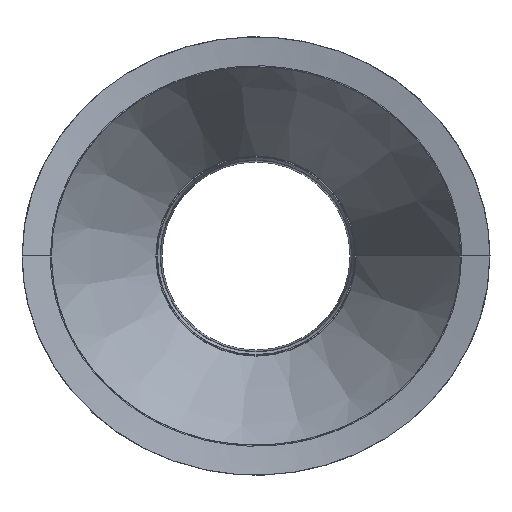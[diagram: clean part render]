
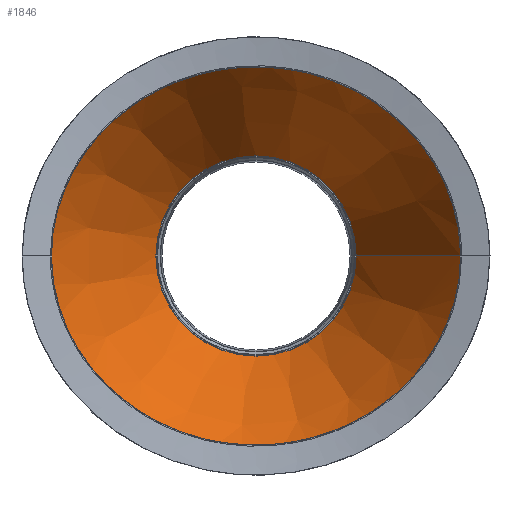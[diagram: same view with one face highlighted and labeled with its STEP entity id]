
A CAD part, front view. The second image highlights one B-rep face of the part: STEP entity #1846.
In plain terms, the highlighted conical face has half-angle 30 degrees and reference radius 49.659 mm.
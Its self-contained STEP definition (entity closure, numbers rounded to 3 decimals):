
#122=CARTESIAN_POINT('',(101.471,386.218,0.0));
#123=VERTEX_POINT('',#122);
#303=CARTESIAN_POINT('',(-101.471,386.218,0.0));
#304=VERTEX_POINT('',#303);
#305=CARTESIAN_POINT('',(-101.471,386.218,0.));
#306=CARTESIAN_POINT('',(-101.471,386.218,-10.922));
#307=CARTESIAN_POINT('',(-99.391,386.788,-21.658));
#308=CARTESIAN_POINT('',(-91.44,388.773,-41.904));
#309=CARTESIAN_POINT('',(-85.66,390.154,-51.179));
#310=CARTESIAN_POINT('',(-70.138,393.309,-68.704));
#311=CARTESIAN_POINT('',(-60.011,395.078,-76.434));
#312=CARTESIAN_POINT('',(-37.166,397.929,-88.073));
#313=CARTESIAN_POINT('',(-24.535,398.964,-91.795));
#314=CARTESIAN_POINT('',(-1.641,399.634,-94.236));
#315=CARTESIAN_POINT('',(8.34,399.547,-93.929));
#316=CARTESIAN_POINT('',(31.829,398.464,-89.952));
#317=CARTESIAN_POINT('',(44.925,397.12,-85.026));
#318=CARTESIAN_POINT('',(67.754,393.803,-70.766));
#319=CARTESIAN_POINT('',(77.471,391.894,-61.733));
#320=CARTESIAN_POINT('',(91.189,388.862,-42.277));
#321=CARTESIAN_POINT('',(95.825,387.688,-32.528));
#322=CARTESIAN_POINT('',(100.494,386.482,-14.906));
#323=CARTESIAN_POINT('',(101.471,386.218,-7.484));
#324=CARTESIAN_POINT('',(101.471,386.218,0.));
#325=B_SPLINE_CURVE_WITH_KNOTS('',3,(#305,#306,#307,#308,#309,#310,#311,#312,#313,#314,#315,#316,#317,#318,#319,#320,#321,#322,#323,#324),.UNSPECIFIED.,.F.,.U.,(4,2,2,2,2,2,2,2,2,4),(0.0,3.276,6.553,10.359,14.274,17.245,21.404,25.368,28.605,30.851),.UNSPECIFIED.);
#326=EDGE_CURVE('',#304,#123,#325,.T.);
#514=CARTESIAN_POINT('',(101.471,386.218,0.002));
#515=VERTEX_POINT('',#514);
#516=CARTESIAN_POINT('',(101.471,386.218,0.002));
#517=CARTESIAN_POINT('',(101.471,386.218,10.923));
#518=CARTESIAN_POINT('',(99.391,386.788,21.659));
#519=CARTESIAN_POINT('',(91.439,388.773,41.906));
#520=CARTESIAN_POINT('',(85.659,390.154,51.18));
#521=CARTESIAN_POINT('',(70.137,393.309,68.705));
#522=CARTESIAN_POINT('',(60.01,395.078,76.435));
#523=CARTESIAN_POINT('',(37.164,397.929,88.074));
#524=CARTESIAN_POINT('',(24.533,398.964,91.796));
#525=CARTESIAN_POINT('',(1.638,399.634,94.236));
#526=CARTESIAN_POINT('',(-8.342,399.547,93.929));
#527=CARTESIAN_POINT('',(-31.832,398.464,89.951));
#528=CARTESIAN_POINT('',(-44.927,397.119,85.025));
#529=CARTESIAN_POINT('',(-67.756,393.802,70.764));
#530=CARTESIAN_POINT('',(-77.473,391.894,61.731));
#531=CARTESIAN_POINT('',(-91.19,388.862,42.275));
#532=CARTESIAN_POINT('',(-95.825,387.688,32.526));
#533=CARTESIAN_POINT('',(-100.494,386.482,14.905));
#534=CARTESIAN_POINT('',(-101.471,386.218,7.484));
#535=CARTESIAN_POINT('',(-101.471,386.218,0.));
#536=B_SPLINE_CURVE_WITH_KNOTS('',3,(#516,#517,#518,#519,#520,#521,#522,#523,#524,#525,#526,#527,#528,#529,#530,#531,#532,#533,#534,#535),.UNSPECIFIED.,.F.,.U.,(4,2,2,2,2,2,2,2,2,4),(0.,3.276,6.553,10.359,14.274,17.245,21.404,25.368,28.605,30.851),.UNSPECIFIED.);
#537=EDGE_CURVE('',#515,#304,#536,.T.);
#1791=CARTESIAN_POINT('',(49.659,475.959,0.001));
#1792=VERTEX_POINT('',#1791);
#1793=CARTESIAN_POINT('',(49.659,475.959,0.001));
#1794=DIRECTION('',(0.5,-0.866,0.));
#1795=VECTOR('',#1794,103.624);
#1796=LINE('',#1793,#1795);
#1797=EDGE_CURVE('',#1792,#515,#1796,.T.);
#1821=CARTESIAN_POINT('',(0.0,475.959,0.0));
#1822=DIRECTION('',(0.0,-1.0,0.0));
#1823=DIRECTION('',(1.,0.0,0.));
#1824=AXIS2_PLACEMENT_3D('',#1821,#1822,#1823);
#1825=CONICAL_SURFACE('',#1824,49.659,30.);
#1826=ORIENTED_EDGE('',*,*,#326,.T.);
#1827=CARTESIAN_POINT('',(49.659,475.959,0.0));
#1828=VERTEX_POINT('',#1827);
#1829=CARTESIAN_POINT('',(49.659,475.959,0.0));
#1830=DIRECTION('',(0.5,-0.866,0.0));
#1831=VECTOR('',#1830,103.624);
#1832=LINE('',#1829,#1831);
#1833=EDGE_CURVE('',#1828,#123,#1832,.T.);
#1834=ORIENTED_EDGE('',*,*,#1833,.F.);
#1835=CARTESIAN_POINT('',(0.0,475.959,0.0));
#1836=DIRECTION('',(0.0,1.0,0.0));
#1837=DIRECTION('',(1.0,0.0,0.0));
#1838=AXIS2_PLACEMENT_3D('',#1835,#1836,#1837);
#1839=CIRCLE('',#1838,49.659);
#1840=EDGE_CURVE('',#1828,#1792,#1839,.T.);
#1841=ORIENTED_EDGE('',*,*,#1840,.T.);
#1842=ORIENTED_EDGE('',*,*,#1797,.T.);
#1843=ORIENTED_EDGE('',*,*,#537,.T.);
#1844=EDGE_LOOP('',(#1826,#1834,#1841,#1842,#1843));
#1845=FACE_OUTER_BOUND('',#1844,.T.);
#1846=ADVANCED_FACE('',(#1845),#1825,.F.);
